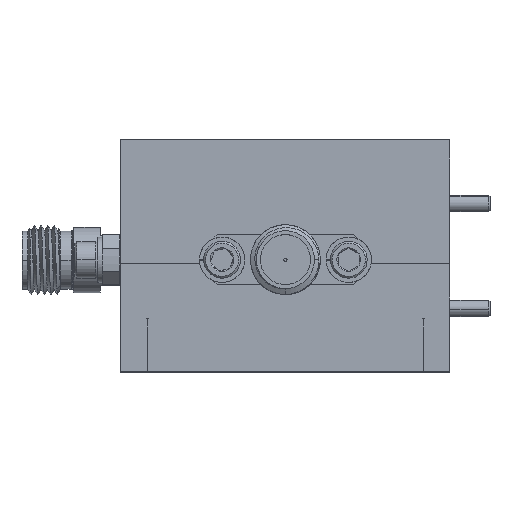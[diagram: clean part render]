
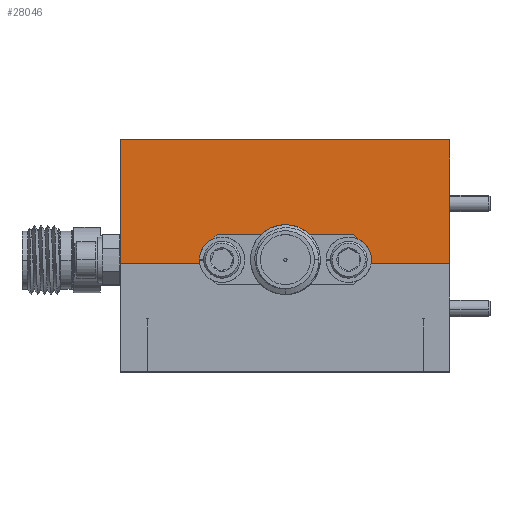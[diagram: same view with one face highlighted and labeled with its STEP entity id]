
A CAD part, top view. The second image highlights one B-rep face of the part: STEP entity #28046.
In plain terms, the highlighted planar face has unit normal (0, 0, 1).
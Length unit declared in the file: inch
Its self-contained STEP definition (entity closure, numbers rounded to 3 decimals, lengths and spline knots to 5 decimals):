
#312 = CARTESIAN_POINT ( 'NONE',  ( 0.625, 0.4705, 0.625 ) ) ;
#593 = CARTESIAN_POINT ( 'NONE',  ( 0.625, 0., 0.625 ) ) ;
#679 = CARTESIAN_POINT ( 'NONE',  ( -0.205, 0.015, 0.625 ) ) ;
#1731 = VERTEX_POINT ( 'NONE', #19950 ) ;
#2017 = DIRECTION ( 'NONE',  ( 1., 0., 0. ) ) ;
#2145 = VERTEX_POINT ( 'NONE', #12404 ) ;
#2624 = CIRCLE ( 'NONE', #18707, 0.035 ) ;
#2652 = DIRECTION ( 'NONE',  ( -1., 0., 0. ) ) ;
#2738 = CIRCLE ( 'NONE', #24927, 0.035 ) ;
#2758 = FACE_OUTER_BOUND ( 'NONE', #11634, .T. ) ;
#3011 = ORIENTED_EDGE ( 'NONE', *, *, #20712, .T. ) ;
#3210 = EDGE_CURVE ( 'NONE', #2145, #25327, #2624, .T. ) ;
#4094 = EDGE_CURVE ( 'NONE', #1731, #28012, #7441, .T. ) ;
#4228 = DIRECTION ( 'NONE',  ( -1., 0., 0. ) ) ;
#4675 = VECTOR ( 'NONE', #26527, 39.37008 ) ;
#5106 = LINE ( 'NONE', #21271, #19314 ) ;
#5453 = CARTESIAN_POINT ( 'NONE',  ( 0.0005, 0.015, 0.625 ) ) ;
#5564 = CIRCLE ( 'NONE', #24031, 0.035 ) ;
#5770 = VERTEX_POINT ( 'NONE', #679 ) ;
#5774 = ORIENTED_EDGE ( 'NONE', *, *, #17660, .T. ) ;
#5851 = CARTESIAN_POINT ( 'NONE',  ( -0.27162, 0., 0.625 ) ) ;
#6144 = ORIENTED_EDGE ( 'NONE', *, *, #13475, .F. ) ;
#6732 = CARTESIAN_POINT ( 'NONE',  ( -0.0745, 0.015, 0.625 ) ) ;
#6764 = CIRCLE ( 'NONE', #18970, 0.035 ) ;
#6838 = DIRECTION ( 'NONE',  ( 1., 0., 0. ) ) ;
#7066 = ORIENTED_EDGE ( 'NONE', *, *, #18853, .F. ) ;
#7441 = LINE ( 'NONE', #28762, #4675 ) ;
#8156 = CARTESIAN_POINT ( 'NONE',  ( 0.24, 0.015, 0.625 ) ) ;
#8369 = VECTOR ( 'NONE', #18141, 39.37008 ) ;
#8643 = DIRECTION ( 'NONE',  ( 0., 0., 1. ) ) ;
#8677 = ORIENTED_EDGE ( 'NONE', *, *, #17438, .T. ) ;
#8713 = DIRECTION ( 'NONE',  ( 1., 0., 0. ) ) ;
#9046 = VERTEX_POINT ( 'NONE', #14213 ) ;
#9050 = LINE ( 'NONE', #11677, #26092 ) ;
#9278 = AXIS2_PLACEMENT_3D ( 'NONE', #8156, #13013, #8713 ) ;
#9603 = CARTESIAN_POINT ( 'NONE',  ( 0.24, 0.015, 0.625 ) ) ;
#9698 = DIRECTION ( 'NONE',  ( 0., 0., 1. ) ) ;
#9934 = ORIENTED_EDGE ( 'NONE', *, *, #10811, .T. ) ;
#10217 = AXIS2_PLACEMENT_3D ( 'NONE', #5453, #20857, #20959 ) ;
#10336 = DIRECTION ( 'NONE',  ( 1., 0., 0. ) ) ;
#10444 = DIRECTION ( 'NONE',  ( 0., 0., -1. ) ) ;
#10598 = CIRCLE ( 'NONE', #27366, 0.075 ) ;
#10793 = ORIENTED_EDGE ( 'NONE', *, *, #17963, .T. ) ;
#10811 = EDGE_CURVE ( 'NONE', #28009, #11825, #10598, .T. ) ;
#11026 = DIRECTION ( 'NONE',  ( 1., 0., 0. ) ) ;
#11327 = VERTEX_POINT ( 'NONE', #26573 ) ;
#11491 = CIRCLE ( 'NONE', #26843, 0.035 ) ;
#11596 = VECTOR ( 'NONE', #20832, 39.37008 ) ;
#11634 = EDGE_LOOP ( 'NONE', ( #5774, #12966, #9934, #10793, #3011, #21033, #14133, #14773, #8677, #6144, #13595, #12369, #19818, #21528, #7066, #16325 ) ) ;
#11677 = CARTESIAN_POINT ( 'NONE',  ( -0.625, 0.4705, 0.625 ) ) ;
#11792 = CARTESIAN_POINT ( 'NONE',  ( -0.07298, 0., 0.625 ) ) ;
#11825 = VERTEX_POINT ( 'NONE', #15303 ) ;
#11953 = VERTEX_POINT ( 'NONE', #22039 ) ;
#11971 = DIRECTION ( 'NONE',  ( 0., -1., 0. ) ) ;
#12369 = ORIENTED_EDGE ( 'NONE', *, *, #21553, .T. ) ;
#12404 = CARTESIAN_POINT ( 'NONE',  ( -0.275, 0.015, 0.625 ) ) ;
#12784 = DIRECTION ( 'NONE',  ( 1., 0., 0. ) ) ;
#12906 = CARTESIAN_POINT ( 'NONE',  ( -0.24, 0.015, 0.625 ) ) ;
#12966 = ORIENTED_EDGE ( 'NONE', *, *, #22811, .T. ) ;
#13013 = DIRECTION ( 'NONE',  ( 0., 0., 1. ) ) ;
#13052 = CARTESIAN_POINT ( 'NONE',  ( -0.24, 0.015, 0.625 ) ) ;
#13349 = DIRECTION ( 'NONE',  ( 1., 0., 0. ) ) ;
#13475 = EDGE_CURVE ( 'NONE', #28012, #11953, #14312, .T. ) ;
#13595 = ORIENTED_EDGE ( 'NONE', *, *, #4094, .F. ) ;
#13647 = CARTESIAN_POINT ( 'NONE',  ( 0.625, 0.4705, 0.625 ) ) ;
#13926 = DIRECTION ( 'NONE',  ( 0., 0., -1. ) ) ;
#14133 = ORIENTED_EDGE ( 'NONE', *, *, #14762, .F. ) ;
#14213 = CARTESIAN_POINT ( 'NONE',  ( 0.205, 0.015, 0.625 ) ) ;
#14312 = LINE ( 'NONE', #22408, #8369 ) ;
#14424 = CIRCLE ( 'NONE', #22976, 0.075 ) ;
#14762 = EDGE_CURVE ( 'NONE', #17634, #9046, #2738, .T. ) ;
#14773 = ORIENTED_EDGE ( 'NONE', *, *, #14906, .F. ) ;
#14846 = CARTESIAN_POINT ( 'NONE',  ( 0.0005, 0.015, 0.625 ) ) ;
#14906 = EDGE_CURVE ( 'NONE', #27639, #17634, #19399, .T. ) ;
#15303 = CARTESIAN_POINT ( 'NONE',  ( 0.0755, 0.015, 0.625 ) ) ;
#15425 = EDGE_CURVE ( 'NONE', #9046, #16203, #5564, .T. ) ;
#15496 = VERTEX_POINT ( 'NONE', #22177 ) ;
#16203 = VERTEX_POINT ( 'NONE', #22757 ) ;
#16204 = VERTEX_POINT ( 'NONE', #11792 ) ;
#16325 = ORIENTED_EDGE ( 'NONE', *, *, #21202, .F. ) ;
#17438 = EDGE_CURVE ( 'NONE', #27639, #11953, #18668, .T. ) ;
#17634 = VERTEX_POINT ( 'NONE', #21160 ) ;
#17660 = EDGE_CURVE ( 'NONE', #15496, #16204, #5106, .T. ) ;
#17722 = DIRECTION ( 'NONE',  ( 0., 0., 1. ) ) ;
#17963 = EDGE_CURVE ( 'NONE', #11825, #11327, #23857, .T. ) ;
#18141 = DIRECTION ( 'NONE',  ( 0., -1., 0. ) ) ;
#18668 = LINE ( 'NONE', #593, #28381 ) ;
#18707 = AXIS2_PLACEMENT_3D ( 'NONE', #12906, #28437, #2017 ) ;
#18853 = EDGE_CURVE ( 'NONE', #5770, #2145, #6764, .T. ) ;
#18970 = AXIS2_PLACEMENT_3D ( 'NONE', #24044, #21404, #10336 ) ;
#19174 = VECTOR ( 'NONE', #12784, 39.37008 ) ;
#19304 = DIRECTION ( 'NONE',  ( -1., 0., 0. ) ) ;
#19314 = VECTOR ( 'NONE', #27985, 39.37008 ) ;
#19399 = CIRCLE ( 'NONE', #9278, 0.035 ) ;
#19546 = AXIS2_PLACEMENT_3D ( 'NONE', #312, #13926, #2652 ) ;
#19818 = ORIENTED_EDGE ( 'NONE', *, *, #19834, .T. ) ;
#19834 = EDGE_CURVE ( 'NONE', #24780, #25327, #25823, .T. ) ;
#19850 = LINE ( 'NONE', #26084, #19174 ) ;
#19950 = CARTESIAN_POINT ( 'NONE',  ( -0.625, 0.4705, 0.625 ) ) ;
#20712 = EDGE_CURVE ( 'NONE', #11327, #16203, #19850, .T. ) ;
#20832 = DIRECTION ( 'NONE',  ( 1., 0., 0. ) ) ;
#20857 = DIRECTION ( 'NONE',  ( 0., 0., -1. ) ) ;
#20959 = DIRECTION ( 'NONE',  ( -1., 0., 0. ) ) ;
#21033 = ORIENTED_EDGE ( 'NONE', *, *, #15425, .F. ) ;
#21160 = CARTESIAN_POINT ( 'NONE',  ( 0.275, 0.015, 0.625 ) ) ;
#21202 = EDGE_CURVE ( 'NONE', #15496, #5770, #11491, .T. ) ;
#21246 = CARTESIAN_POINT ( 'NONE',  ( 0.0005, 0.015, 0.625 ) ) ;
#21271 = CARTESIAN_POINT ( 'NONE',  ( 0.625, 0., 0.625 ) ) ;
#21404 = DIRECTION ( 'NONE',  ( 0., 0., 1. ) ) ;
#21528 = ORIENTED_EDGE ( 'NONE', *, *, #3210, .F. ) ;
#21553 = EDGE_CURVE ( 'NONE', #1731, #24780, #9050, .T. ) ;
#22003 = CARTESIAN_POINT ( 'NONE',  ( -0.625, 0., 0.625 ) ) ;
#22039 = CARTESIAN_POINT ( 'NONE',  ( 0.625, 0., 0.625 ) ) ;
#22177 = CARTESIAN_POINT ( 'NONE',  ( -0.20838, 0., 0.625 ) ) ;
#22408 = CARTESIAN_POINT ( 'NONE',  ( 0.625, 0.4705, 0.625 ) ) ;
#22757 = CARTESIAN_POINT ( 'NONE',  ( 0.20838, 0., 0.625 ) ) ;
#22811 = EDGE_CURVE ( 'NONE', #16204, #28009, #14424, .T. ) ;
#22976 = AXIS2_PLACEMENT_3D ( 'NONE', #21246, #23509, #19304 ) ;
#22991 = CARTESIAN_POINT ( 'NONE',  ( 0.625, 0., 0.625 ) ) ;
#23509 = DIRECTION ( 'NONE',  ( 0., 0., -1. ) ) ;
#23857 = CIRCLE ( 'NONE', #10217, 0.075 ) ;
#24031 = AXIS2_PLACEMENT_3D ( 'NONE', #28786, #17722, #11026 ) ;
#24044 = CARTESIAN_POINT ( 'NONE',  ( -0.24, 0.015, 0.625 ) ) ;
#24780 = VERTEX_POINT ( 'NONE', #22003 ) ;
#24927 = AXIS2_PLACEMENT_3D ( 'NONE', #9603, #9698, #27389 ) ;
#25327 = VERTEX_POINT ( 'NONE', #5851 ) ;
#25823 = LINE ( 'NONE', #22991, #11596 ) ;
#26084 = CARTESIAN_POINT ( 'NONE',  ( 0.625, 0., 0.625 ) ) ;
#26092 = VECTOR ( 'NONE', #11971, 39.37008 ) ;
#26527 = DIRECTION ( 'NONE',  ( 1., 0., 0. ) ) ;
#26573 = CARTESIAN_POINT ( 'NONE',  ( 0.07398, 0., 0.625 ) ) ;
#26753 = CARTESIAN_POINT ( 'NONE',  ( 0.27162, 0., 0.625 ) ) ;
#26843 = AXIS2_PLACEMENT_3D ( 'NONE', #13052, #8643, #13349 ) ;
#26919 = PLANE ( 'NONE',  #19546 ) ;
#27366 = AXIS2_PLACEMENT_3D ( 'NONE', #14846, #10444, #4228 ) ;
#27389 = DIRECTION ( 'NONE',  ( 1., 0., 0. ) ) ;
#27639 = VERTEX_POINT ( 'NONE', #26753 ) ;
#27985 = DIRECTION ( 'NONE',  ( 1., 0., 0. ) ) ;
#28009 = VERTEX_POINT ( 'NONE', #6732 ) ;
#28012 = VERTEX_POINT ( 'NONE', #13647 ) ;
#28046 = ADVANCED_FACE ( 'NONE', ( #2758 ), #26919, .F. ) ;
#28381 = VECTOR ( 'NONE', #6838, 39.37008 ) ;
#28437 = DIRECTION ( 'NONE',  ( 0., 0., 1. ) ) ;
#28762 = CARTESIAN_POINT ( 'NONE',  ( 0.625, 0.4705, 0.625 ) ) ;
#28786 = CARTESIAN_POINT ( 'NONE',  ( 0.24, 0.015, 0.625 ) ) ;
